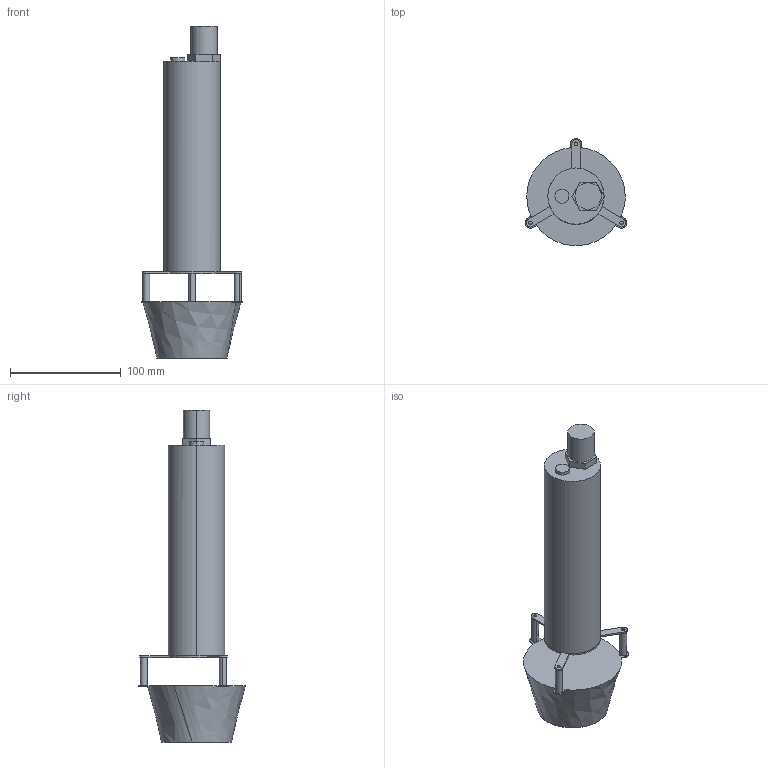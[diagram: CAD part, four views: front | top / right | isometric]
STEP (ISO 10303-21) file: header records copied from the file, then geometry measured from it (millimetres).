
FILE_DESCRIPTION (( 'STEP AP203' ), '1' );
FILE_NAME ('Assem-Model 600.STEP', '2014-09-29T14:05:44', ( 'user' ), ( 'Microsoft' ), 'SwSTEP 2.0', 'SolidWorks 2013', '' );
FILE_SCHEMA (( 'CONFIG_CONTROL_DESIGN' ));
Length unit declared in the file: inch
Products named in the file (5): Assem-Model 600; Cylinder-Model 600; Mount-Model 600; Cover; Standoff-1.00 X .25
Assembly tree (6 placements, depth 2):
  Assem-Model 600
    Cylinder-Model 600
    Mount-Model 600
    Cover
    Standoff-1.00 X .25  x3
Bounding box: 92.14 x 96.74 x 299.97 mm (x, y, z)
Volume: 636981.7 mm3; surface area: 66670.4 mm2
Topology: 6 solids, 6 shells, 69 faces, 163 edges, 108 vertices
Faces by surface type: plane 37, cylinder 30, bspline 2
Entity records: 2586 total; most frequent: CARTESIAN_POINT 499, DIRECTION 335, ORIENTED_EDGE 302, EDGE_CURVE 151, AXIS2_PLACEMENT_3D 128, VERTEX_POINT 100, LINE 79, VECTOR 79
